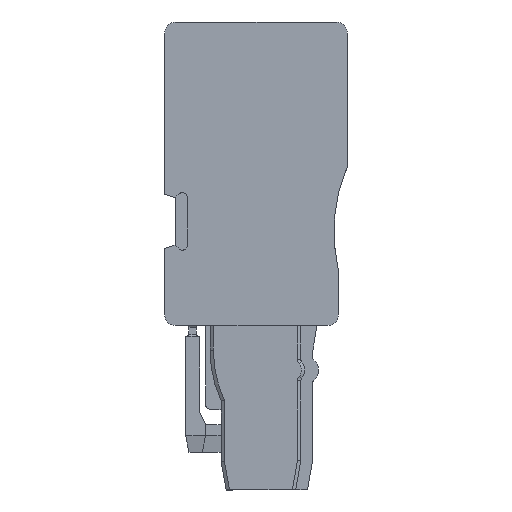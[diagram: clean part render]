
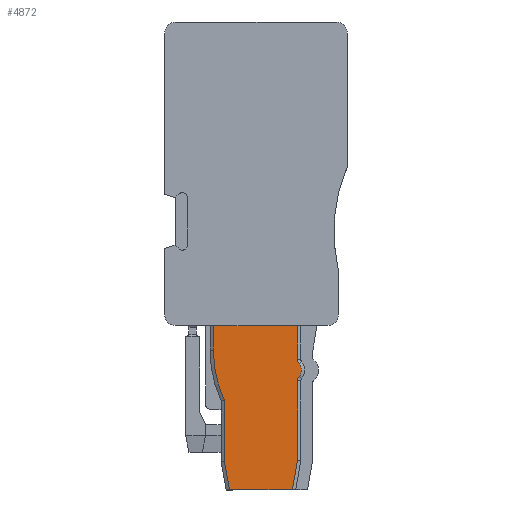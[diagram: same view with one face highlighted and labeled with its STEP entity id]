
A CAD part, left-side view. The second image highlights one B-rep face of the part: STEP entity #4872.
In plain terms, the highlighted planar face has unit normal (-1, 0, 0).
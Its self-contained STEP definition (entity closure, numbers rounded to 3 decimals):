
#4788=AXIS2_PLACEMENT_3D('Plane Axis2P3D',#4785,#4786,#4787) ;
#4801=AXIS2_PLACEMENT_3D('Circle Axis2P3D',#4799,#4800,$) ;
#4808=AXIS2_PLACEMENT_3D('Circle Axis2P3D',#4806,#4807,$) ;
#4815=AXIS2_PLACEMENT_3D('Circle Axis2P3D',#4813,#4814,$) ;
#4827=AXIS2_PLACEMENT_3D('Circle Axis2P3D',#4825,#4826,$) ;
#3472=CARTESIAN_POINT('Vertex',(0.7,12.1,14.85)) ;
#3475=CARTESIAN_POINT('Line Origine',(0.7,8.3,14.85)) ;
#3479=CARTESIAN_POINT('Vertex',(0.7,4.5,14.85)) ;
#4770=CARTESIAN_POINT('Vertex',(0.7,12.1,12.633)) ;
#4773=CARTESIAN_POINT('Line Origine',(0.7,12.1,13.741)) ;
#4785=CARTESIAN_POINT('Axis2P3D Location',(0.7,7.5,14.85)) ;
#4790=CARTESIAN_POINT('Line Origine',(0.7,4.5,6.266)) ;
#4794=CARTESIAN_POINT('Vertex',(0.7,4.5,2.67)) ;
#4796=CARTESIAN_POINT('Vertex',(0.7,4.5,9.862)) ;
#4799=CARTESIAN_POINT('Axis2P3D Location',(0.7,3.9,9.862)) ;
#4803=CARTESIAN_POINT('Vertex',(0.7,4.36,10.247)) ;
#4806=CARTESIAN_POINT('Axis2P3D Location',(0.7,5.05,10.825)) ;
#4810=CARTESIAN_POINT('Vertex',(0.7,4.36,11.403)) ;
#4813=CARTESIAN_POINT('Axis2P3D Location',(0.7,3.9,11.788)) ;
#4817=CARTESIAN_POINT('Vertex',(0.7,4.5,11.788)) ;
#4820=CARTESIAN_POINT('Line Origine',(0.7,4.5,13.319)) ;
#4825=CARTESIAN_POINT('Axis2P3D Location',(0.7,1.4,12.633)) ;
#4829=CARTESIAN_POINT('Vertex',(0.7,11.1,8.116)) ;
#4832=CARTESIAN_POINT('Line Origine',(0.7,11.1,5.347)) ;
#4836=CARTESIAN_POINT('Vertex',(0.7,11.1,2.578)) ;
#4839=CARTESIAN_POINT('Line Origine',(0.7,10.873,1.289)) ;
#4843=CARTESIAN_POINT('Vertex',(0.7,10.645,0.)) ;
#4846=CARTESIAN_POINT('Line Origine',(0.7,7.808,0.)) ;
#4850=CARTESIAN_POINT('Vertex',(0.7,4.971,0.)) ;
#4853=CARTESIAN_POINT('Line Origine',(0.7,4.735,1.335)) ;
#3476=DIRECTION('Vector Direction',(0.,1.,0.)) ;
#4774=DIRECTION('Vector Direction',(0.,0.,-1.)) ;
#4786=DIRECTION('Axis2P3D Direction',(1.,0.,0.)) ;
#4787=DIRECTION('Axis2P3D XDirection',(0.,1.,0.)) ;
#4791=DIRECTION('Vector Direction',(0.,0.,1.)) ;
#4800=DIRECTION('Axis2P3D Direction',(1.,0.,0.)) ;
#4807=DIRECTION('Axis2P3D Direction',(1.,0.,0.)) ;
#4814=DIRECTION('Axis2P3D Direction',(1.,0.,0.)) ;
#4821=DIRECTION('Vector Direction',(0.,0.,1.)) ;
#4826=DIRECTION('Axis2P3D Direction',(1.,0.,0.)) ;
#4833=DIRECTION('Vector Direction',(0.,0.,1.)) ;
#4840=DIRECTION('Vector Direction',(0.,-0.174,-0.985)) ;
#4847=DIRECTION('Vector Direction',(0.,1.,0.)) ;
#4854=DIRECTION('Vector Direction',(0.,-0.174,0.985)) ;
#3477=VECTOR('Line Direction',#3476,1.) ;
#4775=VECTOR('Line Direction',#4774,1.) ;
#4792=VECTOR('Line Direction',#4791,1.) ;
#4822=VECTOR('Line Direction',#4821,1.) ;
#4834=VECTOR('Line Direction',#4833,1.) ;
#4841=VECTOR('Line Direction',#4840,1.) ;
#4848=VECTOR('Line Direction',#4847,1.) ;
#4855=VECTOR('Line Direction',#4854,1.) ;
#4859=ORIENTED_EDGE('',*,*,#4798,.T.) ;
#4860=ORIENTED_EDGE('',*,*,#4805,.F.) ;
#4861=ORIENTED_EDGE('',*,*,#4812,.F.) ;
#4862=ORIENTED_EDGE('',*,*,#4819,.F.) ;
#4863=ORIENTED_EDGE('',*,*,#4824,.T.) ;
#4864=ORIENTED_EDGE('',*,*,#3481,.F.) ;
#4865=ORIENTED_EDGE('',*,*,#4777,.T.) ;
#4866=ORIENTED_EDGE('',*,*,#4831,.T.) ;
#4867=ORIENTED_EDGE('',*,*,#4838,.T.) ;
#4868=ORIENTED_EDGE('',*,*,#4845,.F.) ;
#4869=ORIENTED_EDGE('',*,*,#4852,.F.) ;
#4870=ORIENTED_EDGE('',*,*,#4857,.F.) ;
#4872=ADVANCED_FACE('APG_2-5_BG',(#4871),#4789,.F.) ;
#4802=CIRCLE('generated circle',#4801,0.6) ;
#4809=CIRCLE('generated circle',#4808,0.9) ;
#4816=CIRCLE('generated circle',#4815,0.6) ;
#4828=CIRCLE('generated circle',#4827,10.7) ;
#3481=EDGE_CURVE('',#3473,#3480,#3478,.F.) ;
#4777=EDGE_CURVE('',#3473,#4771,#4776,.T.) ;
#4798=EDGE_CURVE('',#4795,#4797,#4793,.T.) ;
#4805=EDGE_CURVE('',#4804,#4797,#4802,.F.) ;
#4812=EDGE_CURVE('',#4811,#4804,#4809,.T.) ;
#4819=EDGE_CURVE('',#4818,#4811,#4816,.F.) ;
#4824=EDGE_CURVE('',#4818,#3480,#4823,.T.) ;
#4831=EDGE_CURVE('',#4771,#4830,#4828,.F.) ;
#4838=EDGE_CURVE('',#4830,#4837,#4835,.F.) ;
#4845=EDGE_CURVE('',#4844,#4837,#4842,.F.) ;
#4852=EDGE_CURVE('',#4851,#4844,#4849,.T.) ;
#4857=EDGE_CURVE('',#4795,#4851,#4856,.F.) ;
#4858=EDGE_LOOP('',(#4859,#4860,#4861,#4862,#4863,#4864,#4865,#4866,#4867,#4868,#4869,#4870)) ;
#4871=FACE_OUTER_BOUND('',#4858,.T.) ;
#3478=LINE('Line',#3475,#3477) ;
#4776=LINE('Line',#4773,#4775) ;
#4793=LINE('Line',#4790,#4792) ;
#4823=LINE('Line',#4820,#4822) ;
#4835=LINE('Line',#4832,#4834) ;
#4842=LINE('Line',#4839,#4841) ;
#4849=LINE('Line',#4846,#4848) ;
#4856=LINE('Line',#4853,#4855) ;
#4789=PLANE('',#4788) ;
#3473=VERTEX_POINT('',#3472) ;
#3480=VERTEX_POINT('',#3479) ;
#4771=VERTEX_POINT('',#4770) ;
#4795=VERTEX_POINT('',#4794) ;
#4797=VERTEX_POINT('',#4796) ;
#4804=VERTEX_POINT('',#4803) ;
#4811=VERTEX_POINT('',#4810) ;
#4818=VERTEX_POINT('',#4817) ;
#4830=VERTEX_POINT('',#4829) ;
#4837=VERTEX_POINT('',#4836) ;
#4844=VERTEX_POINT('',#4843) ;
#4851=VERTEX_POINT('',#4850) ;
